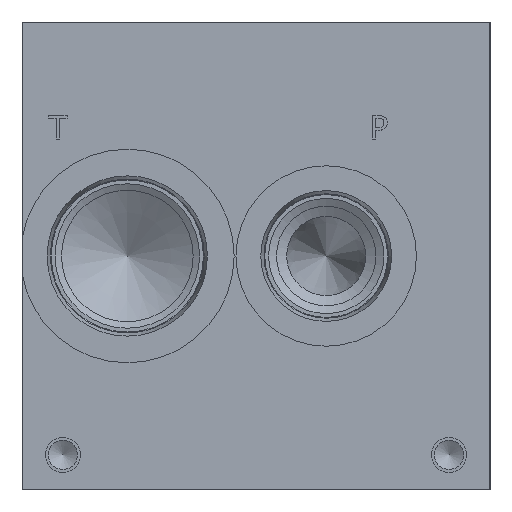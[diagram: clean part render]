
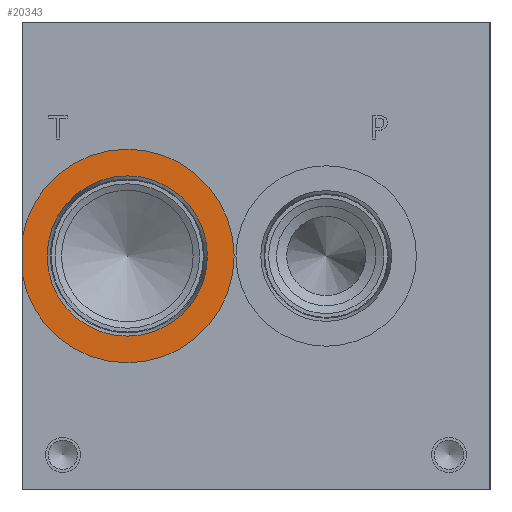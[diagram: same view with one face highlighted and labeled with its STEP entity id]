
A CAD part, left-side view. The second image highlights one B-rep face of the part: STEP entity #20343.
In plain terms, the highlighted planar face has unit normal (-1, 0, 0).
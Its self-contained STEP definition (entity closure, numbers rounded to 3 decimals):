
#610=FACE_BOUND('',#4084,.T.);
#1152=PLANE('',#21863);
#2853=FACE_OUTER_BOUND('',#4083,.T.);
#4083=EDGE_LOOP('',(#18971,#18972));
#4084=EDGE_LOOP('',(#18973,#18974));
#5296=CIRCLE('',#21864,28.981);
#5297=CIRCLE('',#21865,21.755);
#5298=CIRCLE('',#21866,21.755);
#6961=LINE('',#35882,#8627);
#8627=VECTOR('',#26534,10.);
#10595=VERTEX_POINT('',#35880);
#10596=VERTEX_POINT('',#35881);
#10597=VERTEX_POINT('',#35884);
#10598=VERTEX_POINT('',#35885);
#13427=EDGE_CURVE('',#10595,#10596,#6961,.T.);
#13428=EDGE_CURVE('',#10596,#10595,#5296,.T.);
#13429=EDGE_CURVE('',#10597,#10598,#5297,.T.);
#13430=EDGE_CURVE('',#10598,#10597,#5298,.T.);
#18971=ORIENTED_EDGE('',*,*,#13427,.F.);
#18972=ORIENTED_EDGE('',*,*,#13428,.F.);
#18973=ORIENTED_EDGE('',*,*,#13429,.T.);
#18974=ORIENTED_EDGE('',*,*,#13430,.T.);
#20343=ADVANCED_FACE('',(#2853,#610),#1152,.F.);
#21863=AXIS2_PLACEMENT_3D('',#35879,#26532,#26533);
#21864=AXIS2_PLACEMENT_3D('',#35883,#26535,#26536);
#21865=AXIS2_PLACEMENT_3D('',#35886,#26537,#26538);
#21866=AXIS2_PLACEMENT_3D('',#35887,#26539,#26540);
#26532=DIRECTION('center_axis',(1.,0.,0.));
#26533=DIRECTION('ref_axis',(0.,0.,-1.));
#26534=DIRECTION('',(0.,0.,1.));
#26535=DIRECTION('center_axis',(1.,0.,0.));
#26536=DIRECTION('ref_axis',(0.,0.,-1.));
#26537=DIRECTION('center_axis',(1.,0.,0.));
#26538=DIRECTION('ref_axis',(0.,0.,-1.));
#26539=DIRECTION('center_axis',(1.,0.,0.));
#26540=DIRECTION('ref_axis',(0.,0.,-1.));
#35879=CARTESIAN_POINT('Origin',(0.787,98.425,85.255));
#35880=CARTESIAN_POINT('',(0.787,127.,58.664));
#35881=CARTESIAN_POINT('',(0.787,127.,68.336));
#35882=CARTESIAN_POINT('',(0.787,127.,42.628));
#35883=CARTESIAN_POINT('Origin',(0.787,98.425,63.5));
#35884=CARTESIAN_POINT('',(0.787,98.425,85.255));
#35885=CARTESIAN_POINT('',(0.787,98.425,41.745));
#35886=CARTESIAN_POINT('Origin',(0.787,98.425,63.5));
#35887=CARTESIAN_POINT('Origin',(0.787,98.425,63.5));
